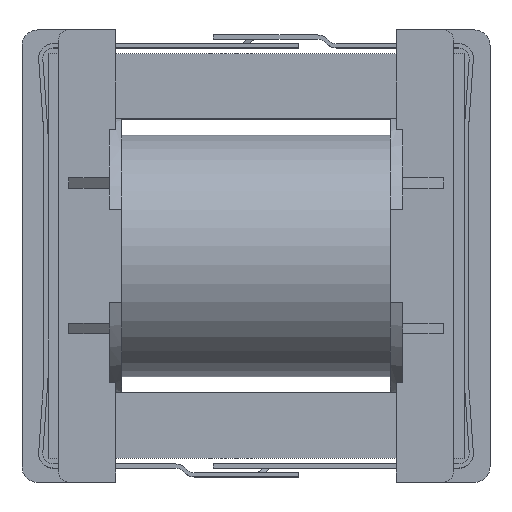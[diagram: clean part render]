
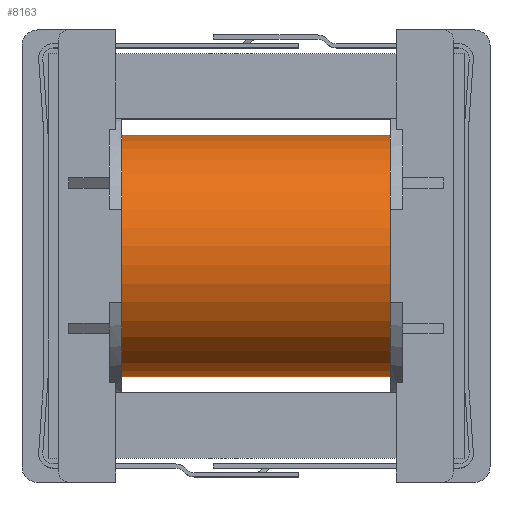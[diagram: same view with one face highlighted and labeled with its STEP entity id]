
A CAD part, top view. The second image highlights one B-rep face of the part: STEP entity #8163.
In plain terms, the highlighted cylindrical face has radius 11.635 mm (diameter 23.27 mm), a full revolution.
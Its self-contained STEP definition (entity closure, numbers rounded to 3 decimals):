
#53=CYLINDRICAL_SURFACE('',#9374,11.635);
#94=CIRCLE('',#9022,11.635);
#95=CIRCLE('',#9024,11.635);
#96=CIRCLE('',#9026,11.635);
#108=CIRCLE('',#9138,11.635);
#110=CIRCLE('',#9146,11.635);
#132=CIRCLE('',#9235,11.635);
#134=CIRCLE('',#9292,11.635);
#139=CIRCLE('',#9334,11.635);
#140=CIRCLE('',#9337,11.635);
#141=CIRCLE('',#9339,11.635);
#148=CIRCLE('',#9354,11.635);
#149=CIRCLE('',#9356,11.635);
#150=CIRCLE('',#9358,11.635);
#151=CIRCLE('',#9373,11.635);
#152=CIRCLE('',#9375,11.635);
#153=CIRCLE('',#9376,11.635);
#3809=ORIENTED_EDGE('',*,*,#5274,.F.);
#3810=ORIENTED_EDGE('',*,*,#5273,.F.);
#3811=ORIENTED_EDGE('',*,*,#4823,.F.);
#3812=ORIENTED_EDGE('',*,*,#5172,.F.);
#3813=ORIENTED_EDGE('',*,*,#5052,.F.);
#3814=ORIENTED_EDGE('',*,*,#5243,.F.);
#3815=ORIENTED_EDGE('',*,*,#4800,.F.);
#3816=ORIENTED_EDGE('',*,*,#5244,.F.);
#3817=ORIENTED_EDGE('',*,*,#4475,.T.);
#3818=ORIENTED_EDGE('',*,*,#5254,.T.);
#3819=ORIENTED_EDGE('',*,*,#5241,.T.);
#3820=ORIENTED_EDGE('',*,*,#5252,.T.);
#3821=ORIENTED_EDGE('',*,*,#4480,.T.);
#3822=ORIENTED_EDGE('',*,*,#5253,.T.);
#3823=ORIENTED_EDGE('',*,*,#4484,.T.);
#3824=ORIENTED_EDGE('',*,*,#5275,.T.);
#4475=EDGE_CURVE('',#5621,#5622,#94,.T.);
#4480=EDGE_CURVE('',#5625,#5626,#95,.T.);
#4484=EDGE_CURVE('',#5628,#5630,#96,.T.);
#4800=EDGE_CURVE('',#5876,#5874,#108,.T.);
#4823=EDGE_CURVE('',#5890,#5894,#110,.T.);
#5052=EDGE_CURVE('',#6023,#6024,#132,.T.);
#5172=EDGE_CURVE('',#6024,#5890,#134,.T.);
#5241=EDGE_CURVE('',#5707,#6119,#139,.T.);
#5243=EDGE_CURVE('',#5874,#6023,#140,.T.);
#5244=EDGE_CURVE('',#5886,#5876,#141,.T.);
#5252=EDGE_CURVE('',#6119,#5625,#148,.T.);
#5253=EDGE_CURVE('',#5626,#5628,#149,.T.);
#5254=EDGE_CURVE('',#5622,#5707,#150,.T.);
#5273=EDGE_CURVE('',#5894,#6124,#151,.T.);
#5274=EDGE_CURVE('',#6124,#5886,#152,.T.);
#5275=EDGE_CURVE('',#5630,#5621,#153,.T.);
#5621=VERTEX_POINT('',#11828);
#5622=VERTEX_POINT('',#11829);
#5625=VERTEX_POINT('',#11836);
#5626=VERTEX_POINT('',#11838);
#5628=VERTEX_POINT('',#11843);
#5630=VERTEX_POINT('',#11847);
#5707=VERTEX_POINT('',#12096);
#5874=VERTEX_POINT('',#12716);
#5876=VERTEX_POINT('',#12720);
#5886=VERTEX_POINT('',#12779);
#5890=VERTEX_POINT('',#12797);
#5894=VERTEX_POINT('',#12807);
#6023=VERTEX_POINT('',#13340);
#6024=VERTEX_POINT('',#13341);
#6119=VERTEX_POINT('',#13833);
#6124=VERTEX_POINT('',#13904);
#6835=EDGE_LOOP('',(#3809,#3810,#3811,#3812,#3813,#3814,#3815,#3816));
#6836=EDGE_LOOP('',(#3817,#3818,#3819,#3820,#3821,#3822,#3823,#3824));
#7320=FACE_BOUND('',#6835,.T.);
#7321=FACE_BOUND('',#6836,.T.);
#8163=ADVANCED_FACE('',(#7320,#7321),#53,.T.);
#9022=AXIS2_PLACEMENT_3D('',#11827,#9768,#9769);
#9024=AXIS2_PLACEMENT_3D('',#11839,#9776,#9777);
#9026=AXIS2_PLACEMENT_3D('',#11848,#9783,#9784);
#9138=AXIS2_PLACEMENT_3D('',#12721,#10259,#10260);
#9146=AXIS2_PLACEMENT_3D('',#12806,#10289,#10290);
#9235=AXIS2_PLACEMENT_3D('',#13339,#10639,#10640);
#9292=AXIS2_PLACEMENT_3D('',#13674,#10845,#10846);
#9334=AXIS2_PLACEMENT_3D('',#13834,#10984,#10985);
#9337=AXIS2_PLACEMENT_3D('',#13838,#10991,#10992);
#9339=AXIS2_PLACEMENT_3D('',#13840,#10995,#10996);
#9354=AXIS2_PLACEMENT_3D('',#13856,#11026,#11027);
#9356=AXIS2_PLACEMENT_3D('',#13858,#11030,#11031);
#9358=AXIS2_PLACEMENT_3D('',#13860,#11034,#11035);
#9373=AXIS2_PLACEMENT_3D('',#13907,#11079,#11080);
#9374=AXIS2_PLACEMENT_3D('',#13908,#11081,#11082);
#9375=AXIS2_PLACEMENT_3D('',#13909,#11083,#11084);
#9376=AXIS2_PLACEMENT_3D('',#13910,#11085,#11086);
#9768=DIRECTION('',(0.,1.,0.));
#9769=DIRECTION('',(1.,0.,0.));
#9776=DIRECTION('',(0.,1.,0.));
#9777=DIRECTION('',(1.,0.,0.));
#9783=DIRECTION('',(0.,1.,0.));
#9784=DIRECTION('',(1.,0.,0.));
#10259=DIRECTION('',(0.,1.,0.));
#10260=DIRECTION('',(1.,0.,0.));
#10289=DIRECTION('',(0.,1.,0.));
#10290=DIRECTION('',(1.,0.,0.));
#10639=DIRECTION('',(0.,1.,0.));
#10640=DIRECTION('',(1.,0.,0.));
#10845=DIRECTION('',(0.,1.,0.));
#10846=DIRECTION('',(1.,0.,0.));
#10984=DIRECTION('',(0.,1.,0.));
#10985=DIRECTION('',(1.,0.,0.));
#10991=DIRECTION('',(0.,1.,0.));
#10992=DIRECTION('',(1.,0.,0.));
#10995=DIRECTION('',(0.,1.,0.));
#10996=DIRECTION('',(1.,0.,0.));
#11026=DIRECTION('',(0.,1.,0.));
#11027=DIRECTION('',(1.,0.,0.));
#11030=DIRECTION('',(0.,1.,0.));
#11031=DIRECTION('',(1.,0.,0.));
#11034=DIRECTION('',(0.,1.,0.));
#11035=DIRECTION('',(1.,0.,0.));
#11079=DIRECTION('',(0.,1.,0.));
#11080=DIRECTION('',(1.,0.,0.));
#11081=DIRECTION('',(0.,-1.,0.));
#11082=DIRECTION('',(0.,0.,1.));
#11083=DIRECTION('',(0.,1.,0.));
#11084=DIRECTION('',(1.,0.,0.));
#11085=DIRECTION('',(0.,1.,0.));
#11086=DIRECTION('',(1.,0.,0.));
#11827=CARTESIAN_POINT('',(0.,-12.9,0.));
#11828=CARTESIAN_POINT('',(8.723,-12.9,-7.7));
#11829=CARTESIAN_POINT('',(4.189,-12.9,-10.855));
#11836=CARTESIAN_POINT('',(-4.189,-12.9,-10.855));
#11838=CARTESIAN_POINT('',(-8.723,-12.9,-7.7));
#11839=CARTESIAN_POINT('',(0.,-12.9,0.));
#11843=CARTESIAN_POINT('',(-4.45,-12.9,10.75));
#11847=CARTESIAN_POINT('',(4.45,-12.9,10.75));
#11848=CARTESIAN_POINT('',(0.,-12.9,0.));
#12096=CARTESIAN_POINT('',(0.915,-12.9,-11.599));
#12716=CARTESIAN_POINT('',(-0.915,12.9,-11.599));
#12720=CARTESIAN_POINT('',(0.915,12.9,-11.599));
#12721=CARTESIAN_POINT('',(0.,12.9,0.));
#12779=CARTESIAN_POINT('',(4.189,12.9,-10.855));
#12797=CARTESIAN_POINT('',(-4.45,12.9,10.75));
#12806=CARTESIAN_POINT('',(0.,12.9,0.));
#12807=CARTESIAN_POINT('',(4.45,12.9,10.75));
#13339=CARTESIAN_POINT('',(0.,12.9,0.));
#13340=CARTESIAN_POINT('',(-4.189,12.9,-10.855));
#13341=CARTESIAN_POINT('',(-8.723,12.9,-7.7));
#13674=CARTESIAN_POINT('',(0.,12.9,0.));
#13833=CARTESIAN_POINT('',(-0.915,-12.9,-11.599));
#13834=CARTESIAN_POINT('',(0.,-12.9,0.));
#13838=CARTESIAN_POINT('',(0.,12.9,0.));
#13840=CARTESIAN_POINT('',(0.,12.9,0.));
#13856=CARTESIAN_POINT('',(0.,-12.9,0.));
#13858=CARTESIAN_POINT('',(0.,-12.9,0.));
#13860=CARTESIAN_POINT('',(0.,-12.9,0.));
#13904=CARTESIAN_POINT('',(8.723,12.9,-7.7));
#13907=CARTESIAN_POINT('',(0.,12.9,0.));
#13908=CARTESIAN_POINT('',(0.,-12.9,0.));
#13909=CARTESIAN_POINT('',(0.,12.9,0.));
#13910=CARTESIAN_POINT('',(0.,-12.9,0.));
